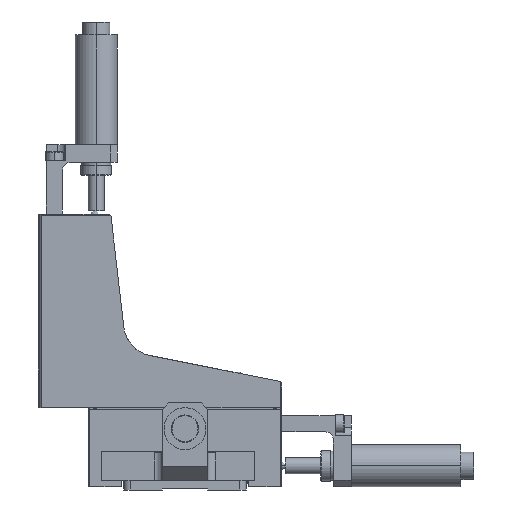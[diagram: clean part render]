
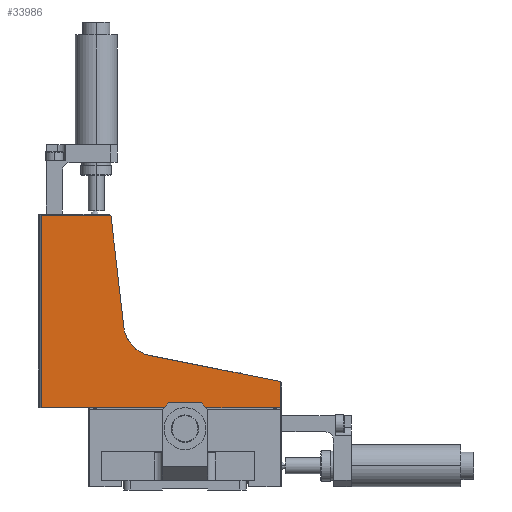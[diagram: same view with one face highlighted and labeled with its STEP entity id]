
A CAD part, left-side view. The second image highlights one B-rep face of the part: STEP entity #33986.
In plain terms, the highlighted planar face has unit normal (-1, 0, 0).
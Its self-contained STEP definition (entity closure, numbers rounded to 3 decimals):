
#625 = CARTESIAN_POINT ( 'NONE',  ( -41.702, -23.883, 52.121 ) ) ;
#1419 = CARTESIAN_POINT ( 'NONE',  ( -41.702, -97.883, 30.471 ) ) ;
#2043 = EDGE_CURVE ( 'NONE', #20402, #19397, #4871, .T. ) ;
#2275 = CARTESIAN_POINT ( 'NONE',  ( -41.702, -97.883, 22.371 ) ) ;
#2343 = CARTESIAN_POINT ( 'NONE',  ( -41.702, -97.892, 30.469 ) ) ;
#2540 = VERTEX_POINT ( 'NONE', #1419 ) ;
#3558 = DIRECTION ( 'NONE',  ( 0., -0.707, -0.707 ) ) ;
#3805 = PLANE ( 'NONE',  #24868 ) ;
#4413 = VERTEX_POINT ( 'NONE', #30164 ) ;
#4473 = VERTEX_POINT ( 'NONE', #22186 ) ;
#4828 = DIRECTION ( 'NONE',  ( -1., 0., 0. ) ) ;
#4871 = LINE ( 'NONE', #14460, #13164 ) ;
#5118 = VERTEX_POINT ( 'NONE', #16334 ) ;
#5137 = DIRECTION ( 'NONE',  ( 0., -0.981, -0.196 ) ) ;
#6770 = EDGE_CURVE ( 'NONE', #19397, #5118, #11297, .T. ) ;
#7255 = VECTOR ( 'NONE', #34148, 1000. ) ;
#7322 = CARTESIAN_POINT ( 'NONE',  ( -41.702, -34.383, 81.871 ) ) ;
#7693 = EDGE_CURVE ( 'NONE', #18175, #10507, #35824, .T. ) ;
#9133 = LINE ( 'NONE', #625, #30373 ) ;
#10507 = VERTEX_POINT ( 'NONE', #26394 ) ;
#11059 = LINE ( 'NONE', #24180, #18430 ) ;
#11297 = CIRCLE ( 'NONE', #28159, 10. ) ;
#13164 = VECTOR ( 'NONE', #13619, 1000. ) ;
#13619 = DIRECTION ( 'NONE',  ( 0., -0.115, -0.993 ) ) ;
#14064 = ORIENTED_EDGE ( 'NONE', *, *, #23537, .F. ) ;
#14098 = VECTOR ( 'NONE', #3558, 1000. ) ;
#14460 = CARTESIAN_POINT ( 'NONE',  ( -41.702, -49.449, 47.222 ) ) ;
#14812 = CARTESIAN_POINT ( 'NONE',  ( -41.702, -60.883, 22.371 ) ) ;
#14984 = CARTESIAN_POINT ( 'NONE',  ( -41.702, -97.883, 81.871 ) ) ;
#15875 = EDGE_CURVE ( 'NONE', #10507, #4413, #9133, .T. ) ;
#16068 = ORIENTED_EDGE ( 'NONE', *, *, #33494, .F. ) ;
#16334 = CARTESIAN_POINT ( 'NONE',  ( -41.702, -57.421, 38.566 ) ) ;
#17746 = DIRECTION ( 'NONE',  ( 0., 0., -1. ) ) ;
#18175 = VERTEX_POINT ( 'NONE', #2275 ) ;
#18430 = VECTOR ( 'NONE', #35187, 1000. ) ;
#19397 = VERTEX_POINT ( 'NONE', #35970 ) ;
#20237 = EDGE_CURVE ( 'NONE', #5118, #2540, #31732, .T. ) ;
#20402 = VERTEX_POINT ( 'NONE', #27911 ) ;
#21471 = CARTESIAN_POINT ( 'NONE',  ( -41.702, -59.383, 48.371 ) ) ;
#22186 = CARTESIAN_POINT ( 'NONE',  ( -41.702, -45.383, 81.871 ) ) ;
#23050 = CARTESIAN_POINT ( 'NONE',  ( -41.702, -45.165, 82.089 ) ) ;
#23537 = EDGE_CURVE ( 'NONE', #4473, #20402, #27045, .T. ) ;
#23899 = DIRECTION ( 'NONE',  ( 0., 1., 0. ) ) ;
#24180 = CARTESIAN_POINT ( 'NONE',  ( -41.702, -97.883, 52.121 ) ) ;
#24236 = DIRECTION ( 'NONE',  ( 0., 0., 1. ) ) ;
#24868 = AXIS2_PLACEMENT_3D ( 'NONE', #14984, #34302, #17746 ) ;
#25232 = ORIENTED_EDGE ( 'NONE', *, *, #20237, .F. ) ;
#25596 = DIRECTION ( 'NONE',  ( 0., 0., 1. ) ) ;
#26394 = CARTESIAN_POINT ( 'NONE',  ( -41.702, -23.883, 22.371 ) ) ;
#26974 = ORIENTED_EDGE ( 'NONE', *, *, #2043, .F. ) ;
#27045 = LINE ( 'NONE', #23050, #14098 ) ;
#27850 = FACE_OUTER_BOUND ( 'NONE', #33172, .T. ) ;
#27911 = CARTESIAN_POINT ( 'NONE',  ( -41.702, -45.448, 81.806 ) ) ;
#28159 = AXIS2_PLACEMENT_3D ( 'NONE', #21471, #4828, #24236 ) ;
#28509 = ORIENTED_EDGE ( 'NONE', *, *, #7693, .F. ) ;
#28549 = VECTOR ( 'NONE', #23899, 1000. ) ;
#30070 = ORIENTED_EDGE ( 'NONE', *, *, #6770, .F. ) ;
#30164 = CARTESIAN_POINT ( 'NONE',  ( -41.702, -23.883, 81.871 ) ) ;
#30373 = VECTOR ( 'NONE', #25596, 1000. ) ;
#30399 = EDGE_CURVE ( 'NONE', #4473, #4413, #35897, .T. ) ;
#30856 = ORIENTED_EDGE ( 'NONE', *, *, #30399, .T. ) ;
#30860 = VECTOR ( 'NONE', #5137, 1000. ) ;
#31732 = LINE ( 'NONE', #2343, #30860 ) ;
#33172 = EDGE_LOOP ( 'NONE', ( #16068, #25232, #30070, #26974, #14064, #30856, #35065, #28509 ) ) ;
#33494 = EDGE_CURVE ( 'NONE', #2540, #18175, #11059, .T. ) ;
#33986 = ADVANCED_FACE ( 'NONE', ( #27850 ), #3805, .F. ) ;
#34148 = DIRECTION ( 'NONE',  ( 0., 1., 0. ) ) ;
#34302 = DIRECTION ( 'NONE',  ( 1., 0., 0. ) ) ;
#35065 = ORIENTED_EDGE ( 'NONE', *, *, #15875, .F. ) ;
#35187 = DIRECTION ( 'NONE',  ( 0., 0., -1. ) ) ;
#35824 = LINE ( 'NONE', #14812, #7255 ) ;
#35897 = LINE ( 'NONE', #7322, #28549 ) ;
#35970 = CARTESIAN_POINT ( 'NONE',  ( -41.702, -49.449, 47.222 ) ) ;
